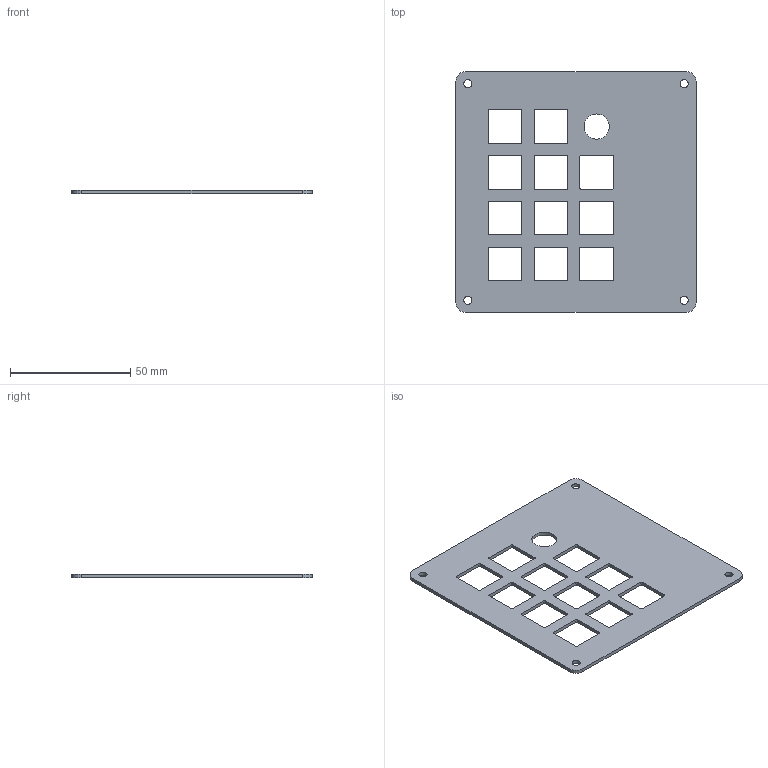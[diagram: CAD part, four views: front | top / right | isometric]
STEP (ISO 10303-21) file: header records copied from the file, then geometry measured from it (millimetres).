
FILE_DESCRIPTION(/* description */ (''),/* implementation_level */ '2;1');
FILE_NAME(/* name */ 'case top.step',/* time_stamp */ '2026-02-04T21:52:34-08:00',/* author */ (''),/* organization */ (''),/* preprocessor_version */ 'ST-DEVELOPER v20.1',/* originating_system */ 'Autodesk Translation Framework v14.24.0.0',/* authorisation */ '');
FILE_SCHEMA (('AUTOMOTIVE_DESIGN { 1 0 10303 214 3 1 1 }'));
Length unit declared in the file: millimetre
Products named in the file (1): 2026-01-17-22-08-23-401
Bounding box: 100 x 100.2 x 1.5 mm (x, y, z)
Volume: 11594.6 mm3; surface area: 17073.1 mm2
Topology: 1 solids, 1 shells, 103 faces, 303 edges, 202 vertices
Faces by surface type: cylinder 53, plane 50
Full cylindrical faces by diameter (mm): 3.4 x4, 10.5 x1
Entity records: 3567 total; most frequent: DIRECTION 617, CARTESIAN_POINT 609, ORIENTED_EDGE 606, EDGE_CURVE 303, AXIS2_PLACEMENT_3D 210, VERTEX_POINT 202, LINE 197, VECTOR 197
